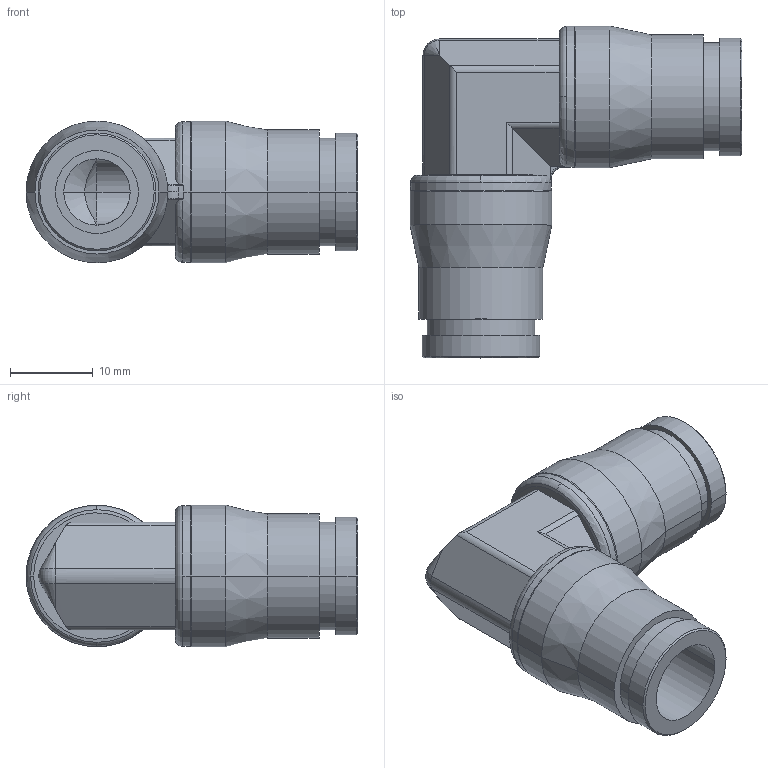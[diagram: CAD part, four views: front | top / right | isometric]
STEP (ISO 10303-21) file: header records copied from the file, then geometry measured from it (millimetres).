
FILE_DESCRIPTION(('STEP AP214'),'1');
FILE_NAME('3802_10_00.stp','2016-07-07T14:26:38',('TraceParts'),('TraceParts S.A.'),'Spatial InterOp 3D',' ',' ');
FILE_SCHEMA(('automotive_design'));
Length unit declared in the file: millimetre
Products named in the file (1): 1
Bounding box: 40.03 x 40.03 x 17.1 mm (x, y, z)
Volume: 6706.2 mm3; surface area: 5259.7 mm2
Topology: 1 solids, 1 shells, 103 faces, 255 edges, 152 vertices
Faces by surface type: cylinder 44, cone 26, plane 22, torus 11
Entity records: 3243 total; most frequent: CARTESIAN_POINT 804, DIRECTION 534, ORIENTED_EDGE 498, EDGE_CURVE 249, AXIS2_PLACEMENT_3D 214, VERTEX_POINT 152, EDGE_LOOP 109, LINE 106
